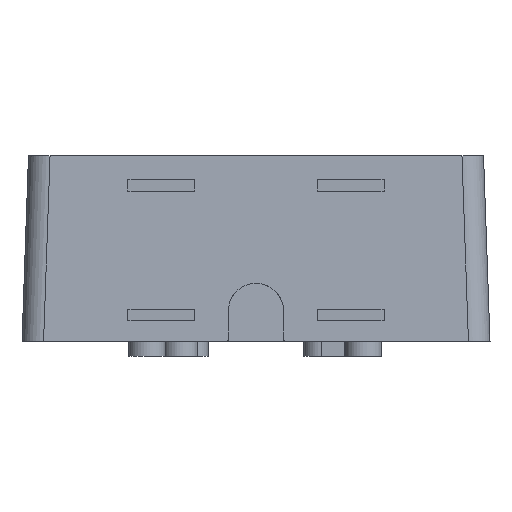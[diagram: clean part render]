
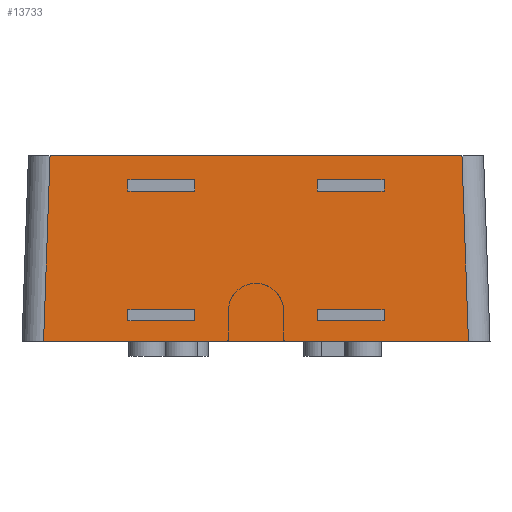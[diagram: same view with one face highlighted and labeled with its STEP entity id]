
A CAD part, front view. The second image highlights one B-rep face of the part: STEP entity #13733.
In plain terms, the highlighted free-form (B-spline) face has degree [5, 1] with [6, 2] control points.
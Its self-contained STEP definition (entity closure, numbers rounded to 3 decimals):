
#9613=CARTESIAN_POINT('Vertex',(-49.205,-164.002,0.)) ;
#9675=CARTESIAN_POINT('Vertex',(-47.703,-162.5,43.)) ;
#10961=CARTESIAN_POINT('Vertex',(49.205,-164.002,0.)) ;
#10964=CARTESIAN_POINT('Line Origine',(0.,-164.002,0.)) ;
#11008=CARTESIAN_POINT('Vertex',(47.703,-162.5,43.)) ;
#11011=CARTESIAN_POINT('Line Origine',(0.,-162.5,43.)) ;
#11177=CARTESIAN_POINT('Vertex',(29.658,-162.696,37.4)) ;
#11180=CARTESIAN_POINT('Line Origine',(21.908,-162.696,37.4)) ;
#11184=CARTESIAN_POINT('Vertex',(14.158,-162.696,37.4)) ;
#11208=CARTESIAN_POINT('Vertex',(29.658,-162.786,34.8)) ;
#11211=CARTESIAN_POINT('Line Origine',(29.658,-162.741,36.1)) ;
#11232=CARTESIAN_POINT('Vertex',(14.158,-162.786,34.8)) ;
#11235=CARTESIAN_POINT('Line Origine',(21.908,-162.786,34.8)) ;
#11252=CARTESIAN_POINT('Line Origine',(14.158,-162.741,36.1)) ;
#11273=CARTESIAN_POINT('Vertex',(-29.658,-162.696,37.4)) ;
#11276=CARTESIAN_POINT('Line Origine',(-29.658,-162.741,36.1)) ;
#11280=CARTESIAN_POINT('Vertex',(-29.658,-162.786,34.8)) ;
#11299=CARTESIAN_POINT('Vertex',(-14.158,-162.696,37.4)) ;
#11302=CARTESIAN_POINT('Line Origine',(-21.908,-162.696,37.4)) ;
#11323=CARTESIAN_POINT('Vertex',(-14.158,-162.786,34.8)) ;
#11326=CARTESIAN_POINT('Line Origine',(-14.158,-162.741,36.1)) ;
#11338=CARTESIAN_POINT('Line Origine',(-21.908,-162.786,34.8)) ;
#11359=CARTESIAN_POINT('Vertex',(29.658,-163.747,7.3)) ;
#11362=CARTESIAN_POINT('Line Origine',(21.908,-163.747,7.3)) ;
#11366=CARTESIAN_POINT('Vertex',(14.158,-163.747,7.3)) ;
#11385=CARTESIAN_POINT('Vertex',(29.658,-163.837,4.7)) ;
#11388=CARTESIAN_POINT('Line Origine',(29.658,-163.792,6.)) ;
#11409=CARTESIAN_POINT('Vertex',(14.158,-163.837,4.7)) ;
#11412=CARTESIAN_POINT('Line Origine',(21.908,-163.837,4.7)) ;
#11424=CARTESIAN_POINT('Line Origine',(14.158,-163.792,6.)) ;
#11440=CARTESIAN_POINT('Vertex',(-29.658,-163.747,7.3)) ;
#11443=CARTESIAN_POINT('Line Origine',(-29.658,-163.792,6.)) ;
#11447=CARTESIAN_POINT('Vertex',(-29.658,-163.837,4.7)) ;
#11466=CARTESIAN_POINT('Vertex',(-14.158,-163.747,7.3)) ;
#11469=CARTESIAN_POINT('Line Origine',(-21.908,-163.747,7.3)) ;
#11485=CARTESIAN_POINT('Vertex',(-14.158,-163.837,4.7)) ;
#11488=CARTESIAN_POINT('Line Origine',(-14.158,-163.792,6.)) ;
#11500=CARTESIAN_POINT('Line Origine',(-21.908,-163.837,4.7)) ;
#13511=CARTESIAN_POINT('Line Origine',(48.454,-163.251,21.5)) ;
#13582=CARTESIAN_POINT('Line Origine',(-48.454,-163.251,21.5)) ;
#13691=CARTESIAN_POINT('Control Point',(-56.26,-164.28,-7.969)) ;
#13692=CARTESIAN_POINT('Control Point',(-56.26,-162.5,43.)) ;
#13693=CARTESIAN_POINT('Control Point',(-33.756,-164.28,-7.969)) ;
#13694=CARTESIAN_POINT('Control Point',(-33.756,-162.5,43.)) ;
#13695=CARTESIAN_POINT('Control Point',(-11.252,-164.28,-7.969)) ;
#13696=CARTESIAN_POINT('Control Point',(-11.252,-162.5,43.)) ;
#13697=CARTESIAN_POINT('Control Point',(11.252,-164.28,-7.969)) ;
#13698=CARTESIAN_POINT('Control Point',(11.252,-162.5,43.)) ;
#13699=CARTESIAN_POINT('Control Point',(33.756,-164.28,-7.969)) ;
#13700=CARTESIAN_POINT('Control Point',(33.756,-162.5,43.)) ;
#13701=CARTESIAN_POINT('Control Point',(56.26,-164.28,-7.969)) ;
#13702=CARTESIAN_POINT('Control Point',(56.26,-162.5,43.)) ;
#10965=DIRECTION('Vector Direction',(1.,0.,0.)) ;
#11012=DIRECTION('Vector Direction',(-1.,0.,0.)) ;
#11181=DIRECTION('Vector Direction',(-1.,0.,0.)) ;
#11212=DIRECTION('Vector Direction',(0.,-0.035,-0.999)) ;
#11236=DIRECTION('Vector Direction',(1.,0.,0.)) ;
#11253=DIRECTION('Vector Direction',(0.,0.035,0.999)) ;
#11277=DIRECTION('Vector Direction',(0.,-0.035,-0.999)) ;
#11303=DIRECTION('Vector Direction',(-1.,0.,0.)) ;
#11327=DIRECTION('Vector Direction',(0.,0.035,0.999)) ;
#11339=DIRECTION('Vector Direction',(1.,0.,0.)) ;
#11363=DIRECTION('Vector Direction',(-1.,0.,0.)) ;
#11389=DIRECTION('Vector Direction',(0.,-0.035,-0.999)) ;
#11413=DIRECTION('Vector Direction',(1.,0.,0.)) ;
#11425=DIRECTION('Vector Direction',(0.,0.035,0.999)) ;
#11444=DIRECTION('Vector Direction',(0.,-0.035,-0.999)) ;
#11470=DIRECTION('Vector Direction',(-1.,0.,0.)) ;
#11489=DIRECTION('Vector Direction',(0.,0.035,0.999)) ;
#11501=DIRECTION('Vector Direction',(1.,0.,0.)) ;
#13512=DIRECTION('Vector Direction',(0.035,-0.035,-0.999)) ;
#13583=DIRECTION('Vector Direction',(-0.035,-0.035,-0.999)) ;
#13704=ORIENTED_EDGE('',*,*,#10968,.T.) ;
#13705=ORIENTED_EDGE('',*,*,#13515,.T.) ;
#13706=ORIENTED_EDGE('',*,*,#11015,.T.) ;
#13707=ORIENTED_EDGE('',*,*,#13586,.F.) ;
#13710=ORIENTED_EDGE('',*,*,#11473,.F.) ;
#13711=ORIENTED_EDGE('',*,*,#11492,.F.) ;
#13712=ORIENTED_EDGE('',*,*,#11504,.F.) ;
#13713=ORIENTED_EDGE('',*,*,#11449,.F.) ;
#13716=ORIENTED_EDGE('',*,*,#11392,.T.) ;
#13717=ORIENTED_EDGE('',*,*,#11416,.F.) ;
#13718=ORIENTED_EDGE('',*,*,#11428,.T.) ;
#13719=ORIENTED_EDGE('',*,*,#11368,.F.) ;
#13722=ORIENTED_EDGE('',*,*,#11306,.F.) ;
#13723=ORIENTED_EDGE('',*,*,#11330,.F.) ;
#13724=ORIENTED_EDGE('',*,*,#11342,.F.) ;
#13725=ORIENTED_EDGE('',*,*,#11282,.F.) ;
#13728=ORIENTED_EDGE('',*,*,#11215,.T.) ;
#13729=ORIENTED_EDGE('',*,*,#11239,.F.) ;
#13730=ORIENTED_EDGE('',*,*,#11256,.T.) ;
#13731=ORIENTED_EDGE('',*,*,#11186,.F.) ;
#13714=FACE_BOUND('',#13709,.T.) ;
#13720=FACE_BOUND('',#13715,.T.) ;
#13726=FACE_BOUND('',#13721,.T.) ;
#13732=FACE_BOUND('',#13727,.T.) ;
#10966=VECTOR('Line Direction',#10965,1.) ;
#11013=VECTOR('Line Direction',#11012,1.) ;
#11182=VECTOR('Line Direction',#11181,1.) ;
#11213=VECTOR('Line Direction',#11212,1.) ;
#11237=VECTOR('Line Direction',#11236,1.) ;
#11254=VECTOR('Line Direction',#11253,1.) ;
#11278=VECTOR('Line Direction',#11277,1.) ;
#11304=VECTOR('Line Direction',#11303,1.) ;
#11328=VECTOR('Line Direction',#11327,1.) ;
#11340=VECTOR('Line Direction',#11339,1.) ;
#11364=VECTOR('Line Direction',#11363,1.) ;
#11390=VECTOR('Line Direction',#11389,1.) ;
#11414=VECTOR('Line Direction',#11413,1.) ;
#11426=VECTOR('Line Direction',#11425,1.) ;
#11445=VECTOR('Line Direction',#11444,1.) ;
#11471=VECTOR('Line Direction',#11470,1.) ;
#11490=VECTOR('Line Direction',#11489,1.) ;
#11502=VECTOR('Line Direction',#11501,1.) ;
#13513=VECTOR('Line Direction',#13512,1.) ;
#13584=VECTOR('Line Direction',#13583,1.) ;
#13733=ADVANCED_FACE('Body.3',(#13708,#13714,#13720,#13726,#13732),#13690,.T.) ;
#13690=B_SPLINE_SURFACE_WITH_KNOTS('',5,1,((#13691,#13692),(#13693,#13694),(#13695,#13696),(#13697,#13698),(#13699,#13700),(#13701,#13702)),.UNSPECIFIED.,.F.,.F.,.U.,(6,6),(2,2),(0.,112.519),(0.,51.),.UNSPECIFIED.) ;
#10968=EDGE_CURVE('',#9614,#10962,#10967,.T.) ;
#11015=EDGE_CURVE('',#11009,#9676,#11014,.T.) ;
#11186=EDGE_CURVE('',#11178,#11185,#11183,.T.) ;
#11215=EDGE_CURVE('',#11178,#11209,#11214,.T.) ;
#11239=EDGE_CURVE('',#11233,#11209,#11238,.T.) ;
#11256=EDGE_CURVE('',#11233,#11185,#11255,.T.) ;
#11282=EDGE_CURVE('',#11274,#11281,#11279,.T.) ;
#11306=EDGE_CURVE('',#11300,#11274,#11305,.T.) ;
#11330=EDGE_CURVE('',#11324,#11300,#11329,.T.) ;
#11342=EDGE_CURVE('',#11281,#11324,#11341,.T.) ;
#11368=EDGE_CURVE('',#11360,#11367,#11365,.T.) ;
#11392=EDGE_CURVE('',#11360,#11386,#11391,.T.) ;
#11416=EDGE_CURVE('',#11410,#11386,#11415,.T.) ;
#11428=EDGE_CURVE('',#11410,#11367,#11427,.T.) ;
#11449=EDGE_CURVE('',#11441,#11448,#11446,.T.) ;
#11473=EDGE_CURVE('',#11467,#11441,#11472,.T.) ;
#11492=EDGE_CURVE('',#11486,#11467,#11491,.T.) ;
#11504=EDGE_CURVE('',#11448,#11486,#11503,.T.) ;
#13515=EDGE_CURVE('',#10962,#11009,#13514,.F.) ;
#13586=EDGE_CURVE('',#9614,#9676,#13585,.F.) ;
#13703=EDGE_LOOP('',(#13704,#13705,#13706,#13707)) ;
#13709=EDGE_LOOP('',(#13710,#13711,#13712,#13713)) ;
#13715=EDGE_LOOP('',(#13716,#13717,#13718,#13719)) ;
#13721=EDGE_LOOP('',(#13722,#13723,#13724,#13725)) ;
#13727=EDGE_LOOP('',(#13728,#13729,#13730,#13731)) ;
#13708=FACE_OUTER_BOUND('',#13703,.T.) ;
#10967=LINE('Line',#10964,#10966) ;
#11014=LINE('Line',#11011,#11013) ;
#11183=LINE('Line',#11180,#11182) ;
#11214=LINE('Line',#11211,#11213) ;
#11238=LINE('Line',#11235,#11237) ;
#11255=LINE('Line',#11252,#11254) ;
#11279=LINE('Line',#11276,#11278) ;
#11305=LINE('Line',#11302,#11304) ;
#11329=LINE('Line',#11326,#11328) ;
#11341=LINE('Line',#11338,#11340) ;
#11365=LINE('Line',#11362,#11364) ;
#11391=LINE('Line',#11388,#11390) ;
#11415=LINE('Line',#11412,#11414) ;
#11427=LINE('Line',#11424,#11426) ;
#11446=LINE('Line',#11443,#11445) ;
#11472=LINE('Line',#11469,#11471) ;
#11491=LINE('Line',#11488,#11490) ;
#11503=LINE('Line',#11500,#11502) ;
#13514=LINE('Line',#13511,#13513) ;
#13585=LINE('Line',#13582,#13584) ;
#9614=VERTEX_POINT('',#9613) ;
#9676=VERTEX_POINT('',#9675) ;
#10962=VERTEX_POINT('',#10961) ;
#11009=VERTEX_POINT('',#11008) ;
#11178=VERTEX_POINT('',#11177) ;
#11185=VERTEX_POINT('',#11184) ;
#11209=VERTEX_POINT('',#11208) ;
#11233=VERTEX_POINT('',#11232) ;
#11274=VERTEX_POINT('',#11273) ;
#11281=VERTEX_POINT('',#11280) ;
#11300=VERTEX_POINT('',#11299) ;
#11324=VERTEX_POINT('',#11323) ;
#11360=VERTEX_POINT('',#11359) ;
#11367=VERTEX_POINT('',#11366) ;
#11386=VERTEX_POINT('',#11385) ;
#11410=VERTEX_POINT('',#11409) ;
#11441=VERTEX_POINT('',#11440) ;
#11448=VERTEX_POINT('',#11447) ;
#11467=VERTEX_POINT('',#11466) ;
#11486=VERTEX_POINT('',#11485) ;
